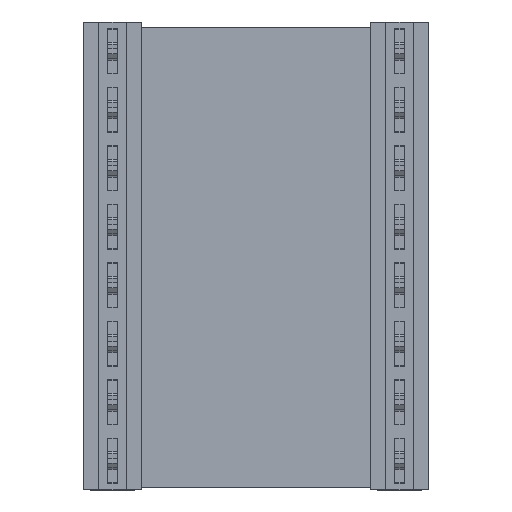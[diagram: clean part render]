
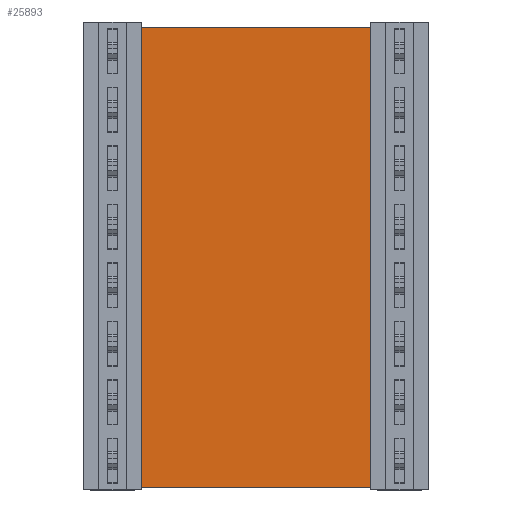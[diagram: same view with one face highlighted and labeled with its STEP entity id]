
A CAD part, front view. The second image highlights one B-rep face of the part: STEP entity #25893.
In plain terms, the highlighted planar face has unit normal (0, -1, 0).
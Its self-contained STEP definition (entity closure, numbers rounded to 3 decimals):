
#931=FACE_OUTER_BOUND('',#2413,.T.);
#2413=EDGE_LOOP('',(#15983,#15984,#15985,#15986));
#3964=LINE('',#35770,#7063);
#3971=LINE('',#35784,#7070);
#3972=LINE('',#35786,#7071);
#3973=LINE('',#35787,#7072);
#7063=VECTOR('',#29258,20.);
#7070=VECTOR('',#29269,15.);
#7071=VECTOR('',#29270,15.);
#7072=VECTOR('',#29271,20.);
#10162=VERTEX_POINT('',#35768);
#10163=VERTEX_POINT('',#35769);
#10168=VERTEX_POINT('',#35783);
#10169=VERTEX_POINT('',#35785);
#12381=EDGE_CURVE('',#10162,#10163,#3964,.T.);
#12388=EDGE_CURVE('',#10163,#10168,#3971,.T.);
#12389=EDGE_CURVE('',#10169,#10162,#3972,.T.);
#12390=EDGE_CURVE('',#10168,#10169,#3973,.T.);
#15983=ORIENTED_EDGE('',*,*,#12388,.F.);
#15984=ORIENTED_EDGE('',*,*,#12381,.F.);
#15985=ORIENTED_EDGE('',*,*,#12389,.F.);
#15986=ORIENTED_EDGE('',*,*,#12390,.F.);
#23165=PLANE('',#27549);
#25893=ADVANCED_FACE('',(#931),#23165,.T.);
#27549=AXIS2_PLACEMENT_3D('',#35782,#29267,#29268);
#29258=DIRECTION('',(0.,0.,-1.));
#29267=DIRECTION('center_axis',(0.,-1.,0.));
#29268=DIRECTION('ref_axis',(0.,0.,1.));
#29269=DIRECTION('',(-1.,0.,0.));
#29270=DIRECTION('',(1.,0.,0.));
#29271=DIRECTION('',(0.,0.,1.));
#35768=CARTESIAN_POINT('',(7.5,0.,10.));
#35769=CARTESIAN_POINT('',(7.5,0.,-10.));
#35770=CARTESIAN_POINT('',(7.5,0.,10.));
#35782=CARTESIAN_POINT('Origin',(-7.5,0.,-10.));
#35783=CARTESIAN_POINT('',(-7.5,0.,-10.));
#35784=CARTESIAN_POINT('',(7.5,0.,-10.));
#35785=CARTESIAN_POINT('',(-7.5,0.,10.));
#35786=CARTESIAN_POINT('',(-7.5,0.,10.));
#35787=CARTESIAN_POINT('',(-7.5,0.,-10.));
